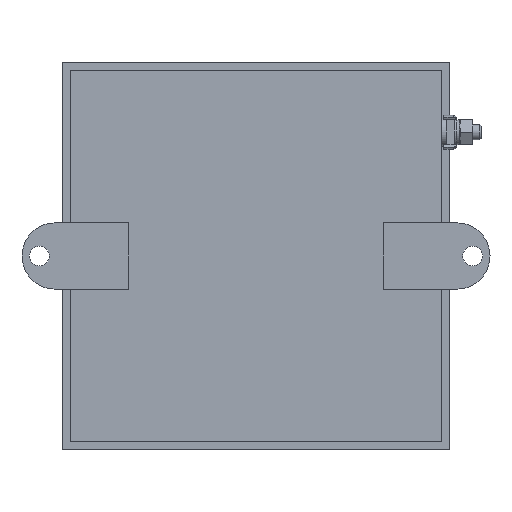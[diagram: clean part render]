
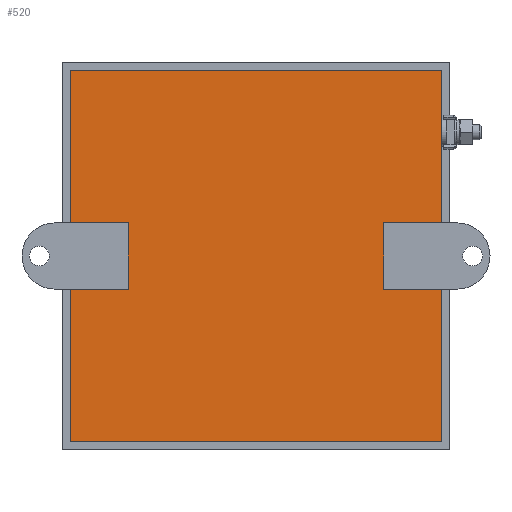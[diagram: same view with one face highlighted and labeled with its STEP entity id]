
A CAD part, front view. The second image highlights one B-rep face of the part: STEP entity #520.
In plain terms, the highlighted planar face has unit normal (0, -1, 0).
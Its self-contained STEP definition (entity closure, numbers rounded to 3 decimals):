
#520 = ADVANCED_FACE( '', ( #1105 ), #1106, .F. );
#1105 = FACE_OUTER_BOUND( '', #2003, .T. );
#1106 = PLANE( '', #2004 );
#2003 = EDGE_LOOP( '', ( #2999, #3000, #3001, #3002, #3003, #3004, #3005, #3006, #3007, #3008, #3009, #3010 ) );
#2004 = AXIS2_PLACEMENT_3D( '', #3011, #3012, #3013 );
#2999 = ORIENTED_EDGE( '', *, *, #4945, .T. );
#3000 = ORIENTED_EDGE( '', *, *, #4946, .T. );
#3001 = ORIENTED_EDGE( '', *, *, #4939, .F. );
#3002 = ORIENTED_EDGE( '', *, *, #4947, .F. );
#3003 = ORIENTED_EDGE( '', *, *, #4948, .F. );
#3004 = ORIENTED_EDGE( '', *, *, #4949, .T. );
#3005 = ORIENTED_EDGE( '', *, *, #4950, .T. );
#3006 = ORIENTED_EDGE( '', *, *, #4951, .T. );
#3007 = ORIENTED_EDGE( '', *, *, #4952, .F. );
#3008 = ORIENTED_EDGE( '', *, *, #4953, .F. );
#3009 = ORIENTED_EDGE( '', *, *, #4941, .F. );
#3010 = ORIENTED_EDGE( '', *, *, #4954, .T. );
#3011 = CARTESIAN_POINT( '', ( 0., 0., 0. ) );
#3012 = DIRECTION( '', ( 0., 1., 0. ) );
#3013 = DIRECTION( '', ( 0., 0., 1. ) );
#4939 = EDGE_CURVE( '', #5682, #5684, #5685, .T. );
#4941 = EDGE_CURVE( '', #5686, #5688, #5689, .T. );
#4945 = EDGE_CURVE( '', #5694, #5695, #5696, .T. );
#4946 = EDGE_CURVE( '', #5695, #5684, #5697, .T. );
#4947 = EDGE_CURVE( '', #5698, #5682, #5699, .T. );
#4948 = EDGE_CURVE( '', #5700, #5698, #5701, .T. );
#4949 = EDGE_CURVE( '', #5700, #5702, #5703, .T. );
#4950 = EDGE_CURVE( '', #5702, #5704, #5705, .T. );
#4951 = EDGE_CURVE( '', #5704, #5706, #5707, .T. );
#4952 = EDGE_CURVE( '', #5708, #5706, #5709, .T. );
#4953 = EDGE_CURVE( '', #5688, #5708, #5710, .T. );
#4954 = EDGE_CURVE( '', #5686, #5694, #5711, .T. );
#5682 = VERTEX_POINT( '', #6777 );
#5684 = VERTEX_POINT( '', #6780 );
#5685 = LINE( '', #6781, #6782 );
#5686 = VERTEX_POINT( '', #6783 );
#5688 = VERTEX_POINT( '', #6786 );
#5689 = LINE( '', #6787, #6788 );
#5694 = VERTEX_POINT( '', #6795 );
#5695 = VERTEX_POINT( '', #6796 );
#5696 = LINE( '', #6797, #6798 );
#5697 = LINE( '', #6799, #6800 );
#5698 = VERTEX_POINT( '', #6801 );
#5699 = LINE( '', #6802, #6803 );
#5700 = VERTEX_POINT( '', #6804 );
#5701 = LINE( '', #6805, #6806 );
#5702 = VERTEX_POINT( '', #6807 );
#5703 = LINE( '', #6808, #6809 );
#5704 = VERTEX_POINT( '', #6810 );
#5705 = LINE( '', #6811, #6812 );
#5706 = VERTEX_POINT( '', #6813 );
#5707 = LINE( '', #6814, #6815 );
#5708 = VERTEX_POINT( '', #6816 );
#5709 = LINE( '', #6817, #6818 );
#5710 = LINE( '', #6819, #6820 );
#5711 = LINE( '', #6821, #6822 );
#6777 = CARTESIAN_POINT( '', ( -75., 0., -75. ) );
#6780 = CARTESIAN_POINT( '', ( -75., 0., -13.4 ) );
#6781 = CARTESIAN_POINT( '', ( -75., 0., -75. ) );
#6782 = VECTOR( '', #8263, 1000. );
#6783 = CARTESIAN_POINT( '', ( -75., 0., 13.4 ) );
#6786 = CARTESIAN_POINT( '', ( -75., 0., 75. ) );
#6787 = CARTESIAN_POINT( '', ( -75., 0., -75. ) );
#6788 = VECTOR( '', #8265, 1000. );
#6795 = CARTESIAN_POINT( '', ( -51.5, 0., 13.4 ) );
#6796 = CARTESIAN_POINT( '', ( -51.5, 0., -13.4 ) );
#6797 = CARTESIAN_POINT( '', ( -51.5, 0., 13.4 ) );
#6798 = VECTOR( '', #8268, 1000. );
#6799 = CARTESIAN_POINT( '', ( -51.5, 0., -13.4 ) );
#6800 = VECTOR( '', #8269, 1000. );
#6801 = CARTESIAN_POINT( '', ( 75., 0., -75. ) );
#6802 = CARTESIAN_POINT( '', ( 75., 0., -75. ) );
#6803 = VECTOR( '', #8270, 1000. );
#6804 = CARTESIAN_POINT( '', ( 75., 0., -13.4 ) );
#6805 = CARTESIAN_POINT( '', ( 75., 0., 75. ) );
#6806 = VECTOR( '', #8271, 1000. );
#6807 = CARTESIAN_POINT( '', ( 51.5, 0., -13.4 ) );
#6808 = CARTESIAN_POINT( '', ( 81.1, 0., -13.4 ) );
#6809 = VECTOR( '', #8272, 1000. );
#6810 = CARTESIAN_POINT( '', ( 51.5, 0., 13.4 ) );
#6811 = CARTESIAN_POINT( '', ( 51.5, 0., -13.4 ) );
#6812 = VECTOR( '', #8273, 1000. );
#6813 = CARTESIAN_POINT( '', ( 75., 0., 13.4 ) );
#6814 = CARTESIAN_POINT( '', ( 51.5, 0., 13.4 ) );
#6815 = VECTOR( '', #8274, 1000. );
#6816 = CARTESIAN_POINT( '', ( 75., 0., 75. ) );
#6817 = CARTESIAN_POINT( '', ( 75., 0., 75. ) );
#6818 = VECTOR( '', #8275, 1000. );
#6819 = CARTESIAN_POINT( '', ( -75., 0., 75. ) );
#6820 = VECTOR( '', #8276, 1000. );
#6821 = CARTESIAN_POINT( '', ( 0., 0., 13.4 ) );
#6822 = VECTOR( '', #8277, 1000. );
#8263 = DIRECTION( '', ( 0., 0., 1. ) );
#8265 = DIRECTION( '', ( 0., 0., 1. ) );
#8268 = DIRECTION( '', ( 0., 0., -1. ) );
#8269 = DIRECTION( '', ( -1., 0., 0. ) );
#8270 = DIRECTION( '', ( -1., 0., 0. ) );
#8271 = DIRECTION( '', ( 0., 0., -1. ) );
#8272 = DIRECTION( '', ( -1., 0., 0. ) );
#8273 = DIRECTION( '', ( 0., 0., 1. ) );
#8274 = DIRECTION( '', ( 1., 0., 0. ) );
#8275 = DIRECTION( '', ( 0., 0., -1. ) );
#8276 = DIRECTION( '', ( 1., 0., 0. ) );
#8277 = DIRECTION( '', ( 1., 0., 0. ) );
